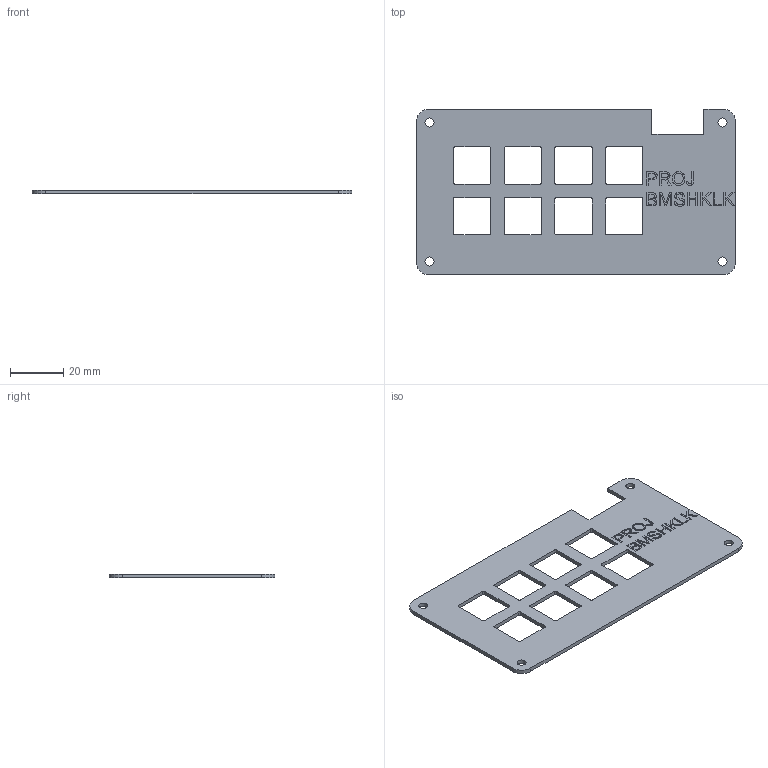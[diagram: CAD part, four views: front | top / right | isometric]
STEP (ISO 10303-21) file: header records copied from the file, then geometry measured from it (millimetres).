
FILE_DESCRIPTION(/* description */ (''),/* implementation_level */ '2;1');
FILE_NAME(/* name */ 'top.step',/* time_stamp */ '2026-02-03T20:17:17-05:00',/* author */ (''),/* organization */ (''),/* preprocessor_version */ 'ST-DEVELOPER v20.1',/* originating_system */ 'Autodesk Translation Framework v14.21.0.0',/* authorisation */ '');
FILE_SCHEMA (('AUTOMOTIVE_DESIGN { 1 0 10303 214 3 1 1 }'));
Length unit declared in the file: millimetre
Products named in the file (1): 2026-01-25-23-14-57-496
Bounding box: 120 x 62.2 x 1.5 mm (x, y, z)
Volume: 8464.2 mm3; surface area: 12656.1 mm2
Topology: 1 solids, 1 shells, 303 faces, 855 edges, 570 vertices
Faces by surface type: plane 147, bspline 116, cylinder 40
Full cylindrical faces by diameter (mm): 3.4 x4
Entity records: 10917 total; most frequent: CARTESIAN_POINT 3701, ORIENTED_EDGE 1710, DIRECTION 1079, EDGE_CURVE 855, VERTEX_POINT 570, LINE 543, VECTOR 543, EDGE_LOOP 343
